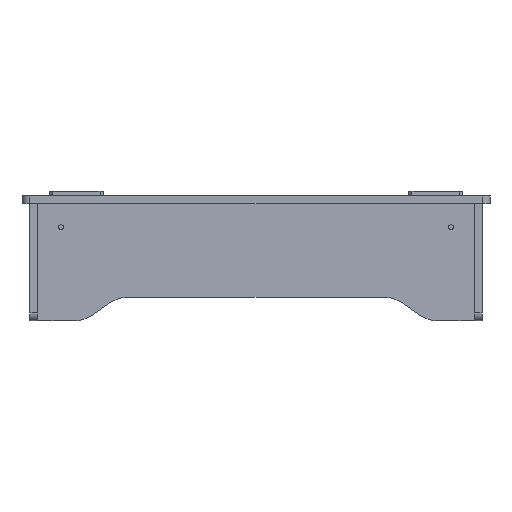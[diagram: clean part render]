
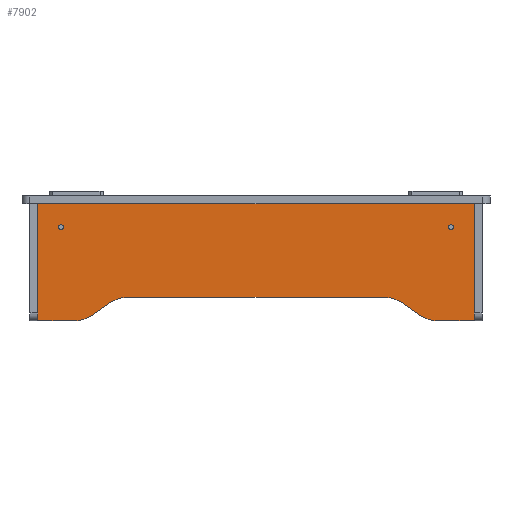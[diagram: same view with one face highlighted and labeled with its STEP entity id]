
A CAD part, front view. The second image highlights one B-rep face of the part: STEP entity #7902.
In plain terms, the highlighted planar face has unit normal (0, -1, 0).
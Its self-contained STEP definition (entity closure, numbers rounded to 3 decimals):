
#334=FACE_BOUND('',#1307,.T.);
#335=FACE_BOUND('',#1308,.T.);
#508=CIRCLE('',#8538,20.);
#510=CIRCLE('',#8542,20.);
#512=CIRCLE('',#8546,20.);
#513=CIRCLE('',#8547,20.);
#514=CIRCLE('',#8548,1.55);
#515=CIRCLE('',#8549,1.55);
#838=FACE_OUTER_BOUND('',#1306,.T.);
#1306=EDGE_LOOP('',(#6170,#6171,#6172,#6173,#6174,#6175,#6176,#6177,#6178,
#6179,#6180,#6181,#6182,#6183,#6184,#6185,#6186,#6187,#6188,#6189,#6190,
#6191,#6192,#6193,#6194,#6195,#6196,#6197));
#1307=EDGE_LOOP('',(#6198));
#1308=EDGE_LOOP('',(#6199));
#2078=LINE('',#12104,#2958);
#2082=LINE('',#12116,#2962);
#2085=LINE('',#12122,#2965);
#2086=LINE('',#12126,#2966);
#2087=LINE('',#12130,#2967);
#2088=LINE('',#12132,#2968);
#2089=LINE('',#12134,#2969);
#2090=LINE('',#12136,#2970);
#2091=LINE('',#12138,#2971);
#2092=LINE('',#12140,#2972);
#2093=LINE('',#12142,#2973);
#2094=LINE('',#12144,#2974);
#2095=LINE('',#12146,#2975);
#2096=LINE('',#12148,#2976);
#2097=LINE('',#12150,#2977);
#2098=LINE('',#12152,#2978);
#2099=LINE('',#12154,#2979);
#2100=LINE('',#12156,#2980);
#2101=LINE('',#12158,#2981);
#2102=LINE('',#12160,#2982);
#2103=LINE('',#12162,#2983);
#2104=LINE('',#12164,#2984);
#2105=LINE('',#12166,#2985);
#2106=LINE('',#12167,#2986);
#2958=VECTOR('',#9819,10.);
#2962=VECTOR('',#9831,10.);
#2965=VECTOR('',#9836,10.);
#2966=VECTOR('',#9839,10.);
#2967=VECTOR('',#9842,10.);
#2968=VECTOR('',#9843,10.);
#2969=VECTOR('',#9844,10.);
#2970=VECTOR('',#9845,10.);
#2971=VECTOR('',#9846,10.);
#2972=VECTOR('',#9847,10.);
#2973=VECTOR('',#9848,10.);
#2974=VECTOR('',#9849,10.);
#2975=VECTOR('',#9850,10.);
#2976=VECTOR('',#9851,10.);
#2977=VECTOR('',#9852,10.);
#2978=VECTOR('',#9853,10.);
#2979=VECTOR('',#9854,10.);
#2980=VECTOR('',#9855,10.);
#2981=VECTOR('',#9856,10.);
#2982=VECTOR('',#9857,10.);
#2983=VECTOR('',#9858,10.);
#2984=VECTOR('',#9859,10.);
#2985=VECTOR('',#9860,10.);
#2986=VECTOR('',#9861,10.);
#3734=VERTEX_POINT('',#12094);
#3735=VERTEX_POINT('',#12095);
#3738=VERTEX_POINT('',#12103);
#3740=VERTEX_POINT('',#12109);
#3742=VERTEX_POINT('',#12115);
#3744=VERTEX_POINT('',#12121);
#3745=VERTEX_POINT('',#12123);
#3746=VERTEX_POINT('',#12125);
#3747=VERTEX_POINT('',#12127);
#3748=VERTEX_POINT('',#12129);
#3749=VERTEX_POINT('',#12131);
#3750=VERTEX_POINT('',#12133);
#3751=VERTEX_POINT('',#12135);
#3752=VERTEX_POINT('',#12137);
#3753=VERTEX_POINT('',#12139);
#3754=VERTEX_POINT('',#12141);
#3755=VERTEX_POINT('',#12143);
#3756=VERTEX_POINT('',#12145);
#3757=VERTEX_POINT('',#12147);
#3758=VERTEX_POINT('',#12149);
#3759=VERTEX_POINT('',#12151);
#3760=VERTEX_POINT('',#12153);
#3761=VERTEX_POINT('',#12155);
#3762=VERTEX_POINT('',#12157);
#3763=VERTEX_POINT('',#12159);
#3764=VERTEX_POINT('',#12161);
#3765=VERTEX_POINT('',#12163);
#3766=VERTEX_POINT('',#12165);
#3767=VERTEX_POINT('',#12168);
#3768=VERTEX_POINT('',#12170);
#4608=EDGE_CURVE('',#3734,#3735,#508,.T.);
#4612=EDGE_CURVE('',#3738,#3735,#2078,.T.);
#4615=EDGE_CURVE('',#3738,#3740,#510,.T.);
#4618=EDGE_CURVE('',#3740,#3742,#2082,.T.);
#4621=EDGE_CURVE('',#3734,#3744,#2085,.T.);
#4622=EDGE_CURVE('',#3745,#3744,#512,.T.);
#4623=EDGE_CURVE('',#3745,#3746,#2086,.T.);
#4624=EDGE_CURVE('',#3747,#3746,#513,.T.);
#4625=EDGE_CURVE('',#3748,#3747,#2087,.T.);
#4626=EDGE_CURVE('',#3748,#3749,#2088,.T.);
#4627=EDGE_CURVE('',#3749,#3750,#2089,.T.);
#4628=EDGE_CURVE('',#3751,#3750,#2090,.T.);
#4629=EDGE_CURVE('',#3751,#3752,#2091,.T.);
#4630=EDGE_CURVE('',#3752,#3753,#2092,.T.);
#4631=EDGE_CURVE('',#3753,#3754,#2093,.T.);
#4632=EDGE_CURVE('',#3754,#3755,#2094,.T.);
#4633=EDGE_CURVE('',#3755,#3756,#2095,.T.);
#4634=EDGE_CURVE('',#3756,#3757,#2096,.T.);
#4635=EDGE_CURVE('',#3757,#3758,#2097,.T.);
#4636=EDGE_CURVE('',#3758,#3759,#2098,.T.);
#4637=EDGE_CURVE('',#3759,#3760,#2099,.T.);
#4638=EDGE_CURVE('',#3760,#3761,#2100,.T.);
#4639=EDGE_CURVE('',#3761,#3762,#2101,.T.);
#4640=EDGE_CURVE('',#3762,#3763,#2102,.T.);
#4641=EDGE_CURVE('',#3763,#3764,#2103,.T.);
#4642=EDGE_CURVE('',#3764,#3765,#2104,.T.);
#4643=EDGE_CURVE('',#3765,#3766,#2105,.T.);
#4644=EDGE_CURVE('',#3766,#3742,#2106,.T.);
#4645=EDGE_CURVE('',#3767,#3767,#514,.T.);
#4646=EDGE_CURVE('',#3768,#3768,#515,.T.);
#6170=ORIENTED_EDGE('',*,*,#4615,.F.);
#6171=ORIENTED_EDGE('',*,*,#4612,.T.);
#6172=ORIENTED_EDGE('',*,*,#4608,.F.);
#6173=ORIENTED_EDGE('',*,*,#4621,.T.);
#6174=ORIENTED_EDGE('',*,*,#4622,.F.);
#6175=ORIENTED_EDGE('',*,*,#4623,.T.);
#6176=ORIENTED_EDGE('',*,*,#4624,.F.);
#6177=ORIENTED_EDGE('',*,*,#4625,.F.);
#6178=ORIENTED_EDGE('',*,*,#4626,.T.);
#6179=ORIENTED_EDGE('',*,*,#4627,.T.);
#6180=ORIENTED_EDGE('',*,*,#4628,.F.);
#6181=ORIENTED_EDGE('',*,*,#4629,.T.);
#6182=ORIENTED_EDGE('',*,*,#4630,.T.);
#6183=ORIENTED_EDGE('',*,*,#4631,.T.);
#6184=ORIENTED_EDGE('',*,*,#4632,.T.);
#6185=ORIENTED_EDGE('',*,*,#4633,.T.);
#6186=ORIENTED_EDGE('',*,*,#4634,.T.);
#6187=ORIENTED_EDGE('',*,*,#4635,.T.);
#6188=ORIENTED_EDGE('',*,*,#4636,.T.);
#6189=ORIENTED_EDGE('',*,*,#4637,.T.);
#6190=ORIENTED_EDGE('',*,*,#4638,.T.);
#6191=ORIENTED_EDGE('',*,*,#4639,.T.);
#6192=ORIENTED_EDGE('',*,*,#4640,.T.);
#6193=ORIENTED_EDGE('',*,*,#4641,.T.);
#6194=ORIENTED_EDGE('',*,*,#4642,.T.);
#6195=ORIENTED_EDGE('',*,*,#4643,.T.);
#6196=ORIENTED_EDGE('',*,*,#4644,.T.);
#6197=ORIENTED_EDGE('',*,*,#4618,.F.);
#6198=ORIENTED_EDGE('',*,*,#4645,.T.);
#6199=ORIENTED_EDGE('',*,*,#4646,.T.);
#7582=PLANE('',#8545);
#7902=ADVANCED_FACE('',(#838,#334,#335),#7582,.T.);
#8538=AXIS2_PLACEMENT_3D('',#12096,#9811,#9812);
#8542=AXIS2_PLACEMENT_3D('',#12110,#9824,#9825);
#8545=AXIS2_PLACEMENT_3D('',#12120,#9834,#9835);
#8546=AXIS2_PLACEMENT_3D('',#12124,#9837,#9838);
#8547=AXIS2_PLACEMENT_3D('',#12128,#9840,#9841);
#8548=AXIS2_PLACEMENT_3D('',#12169,#9862,#9863);
#8549=AXIS2_PLACEMENT_3D('',#12171,#9864,#9865);
#9811=DIRECTION('center_axis',(0.,-1.,0.));
#9812=DIRECTION('ref_axis',(-0.301,0.,0.954));
#9819=DIRECTION('',(0.819,0.,0.574));
#9824=DIRECTION('center_axis',(0.,1.,0.));
#9825=DIRECTION('ref_axis',(0.301,0.,-0.954));
#9831=DIRECTION('',(-1.,0.,0.));
#9834=DIRECTION('center_axis',(0.,-1.,0.));
#9835=DIRECTION('ref_axis',(-1.,0.,0.));
#9836=DIRECTION('',(1.,0.,0.));
#9837=DIRECTION('center_axis',(0.,-1.,0.));
#9838=DIRECTION('ref_axis',(0.301,0.,0.954));
#9839=DIRECTION('',(0.819,0.,-0.574));
#9840=DIRECTION('center_axis',(0.,1.,0.));
#9841=DIRECTION('ref_axis',(-0.301,0.,-0.954));
#9842=DIRECTION('',(-1.,0.,0.));
#9843=DIRECTION('',(0.,0.,1.));
#9844=DIRECTION('',(1.,0.,0.));
#9845=DIRECTION('',(0.,0.,-1.));
#9846=DIRECTION('',(-1.,0.,0.));
#9847=DIRECTION('',(0.,0.,1.));
#9848=DIRECTION('',(-1.,0.,0.));
#9849=DIRECTION('',(0.,0.,1.));
#9850=DIRECTION('',(-1.,0.,0.));
#9851=DIRECTION('',(0.,0.,-1.));
#9852=DIRECTION('',(-1.,0.,0.));
#9853=DIRECTION('',(0.,0.,1.));
#9854=DIRECTION('',(-1.,0.,0.));
#9855=DIRECTION('',(0.,0.,-1.));
#9856=DIRECTION('',(-1.,0.,0.));
#9857=DIRECTION('',(0.,0.,-1.));
#9858=DIRECTION('',(-1.,0.,0.));
#9859=DIRECTION('',(0.,0.,-1.));
#9860=DIRECTION('',(1.,0.,0.));
#9861=DIRECTION('',(0.,0.,-1.));
#9862=DIRECTION('center_axis',(0.,1.,0.));
#9863=DIRECTION('ref_axis',(1.,0.,0.));
#9864=DIRECTION('center_axis',(0.,1.,0.));
#9865=DIRECTION('ref_axis',(1.,0.,0.));
#12094=CARTESIAN_POINT('',(-82.272,-110.,-65.));
#12095=CARTESIAN_POINT('',(-93.743,-110.,-68.617));
#12096=CARTESIAN_POINT('Origin',(-82.272,-110.,-85.));
#12103=CARTESIAN_POINT('',(-104.834,-110.,-76.383));
#12104=CARTESIAN_POINT('',(-5.652,-110.,-6.935));
#12109=CARTESIAN_POINT('',(-116.306,-110.,-80.));
#12110=CARTESIAN_POINT('Origin',(-116.306,-110.,-60.));
#12115=CARTESIAN_POINT('',(-140.,-110.,-80.));
#12116=CARTESIAN_POINT('',(145.,-110.,-80.));
#12120=CARTESIAN_POINT('Origin',(145.,-110.,0.));
#12121=CARTESIAN_POINT('',(82.272,-110.,-65.));
#12122=CARTESIAN_POINT('',(28.211,-110.,-65.));
#12123=CARTESIAN_POINT('',(93.743,-110.,-68.617));
#12124=CARTESIAN_POINT('Origin',(82.272,-110.,-85.));
#12125=CARTESIAN_POINT('',(104.834,-110.,-76.383));
#12126=CARTESIAN_POINT('',(92.238,-110.,-67.563));
#12127=CARTESIAN_POINT('',(116.306,-110.,-80.));
#12128=CARTESIAN_POINT('Origin',(116.306,-110.,-60.));
#12129=CARTESIAN_POINT('',(140.,-110.,-80.));
#12130=CARTESIAN_POINT('',(145.,-110.,-80.));
#12131=CARTESIAN_POINT('',(140.,-110.,-55.));
#12132=CARTESIAN_POINT('',(140.,-110.,0.));
#12133=CARTESIAN_POINT('',(145.,-110.,-55.));
#12134=CARTESIAN_POINT('',(72.5,-110.,-55.));
#12135=CARTESIAN_POINT('',(145.,-110.,-30.));
#12136=CARTESIAN_POINT('',(145.,-110.,0.));
#12137=CARTESIAN_POINT('',(140.,-110.,-30.));
#12138=CARTESIAN_POINT('',(72.5,-110.,-30.));
#12139=CARTESIAN_POINT('',(140.,-110.,-5.));
#12140=CARTESIAN_POINT('',(140.,-110.,0.));
#12141=CARTESIAN_POINT('',(125.,-110.,-5.));
#12142=CARTESIAN_POINT('',(72.5,-110.,-5.));
#12143=CARTESIAN_POINT('',(125.,-110.,0.));
#12144=CARTESIAN_POINT('',(125.,-110.,0.));
#12145=CARTESIAN_POINT('',(105.,-110.,0.));
#12146=CARTESIAN_POINT('',(145.,-110.,0.));
#12147=CARTESIAN_POINT('',(105.,-110.,-5.));
#12148=CARTESIAN_POINT('',(105.,-110.,0.));
#12149=CARTESIAN_POINT('',(-105.,-110.,-5.));
#12150=CARTESIAN_POINT('',(72.5,-110.,-5.));
#12151=CARTESIAN_POINT('',(-105.,-110.,0.));
#12152=CARTESIAN_POINT('',(-105.,-110.,0.));
#12153=CARTESIAN_POINT('',(-125.,-110.,0.));
#12154=CARTESIAN_POINT('',(145.,-110.,0.));
#12155=CARTESIAN_POINT('',(-125.,-110.,-5.));
#12156=CARTESIAN_POINT('',(-125.,-110.,0.));
#12157=CARTESIAN_POINT('',(-140.,-110.,-5.));
#12158=CARTESIAN_POINT('',(72.5,-110.,-5.));
#12159=CARTESIAN_POINT('',(-140.,-110.,-30.));
#12160=CARTESIAN_POINT('',(-140.,-110.,0.));
#12161=CARTESIAN_POINT('',(-145.,-110.,-30.));
#12162=CARTESIAN_POINT('',(72.5,-110.,-30.));
#12163=CARTESIAN_POINT('',(-145.,-110.,-55.));
#12164=CARTESIAN_POINT('',(-145.,-110.,0.));
#12165=CARTESIAN_POINT('',(-140.,-110.,-55.));
#12166=CARTESIAN_POINT('',(72.5,-110.,-55.));
#12167=CARTESIAN_POINT('',(-140.,-110.,0.));
#12168=CARTESIAN_POINT('',(123.45,-110.,-20.));
#12169=CARTESIAN_POINT('Origin',(125.,-110.,-20.));
#12170=CARTESIAN_POINT('',(-126.55,-110.,-20.));
#12171=CARTESIAN_POINT('Origin',(-125.,-110.,-20.));
